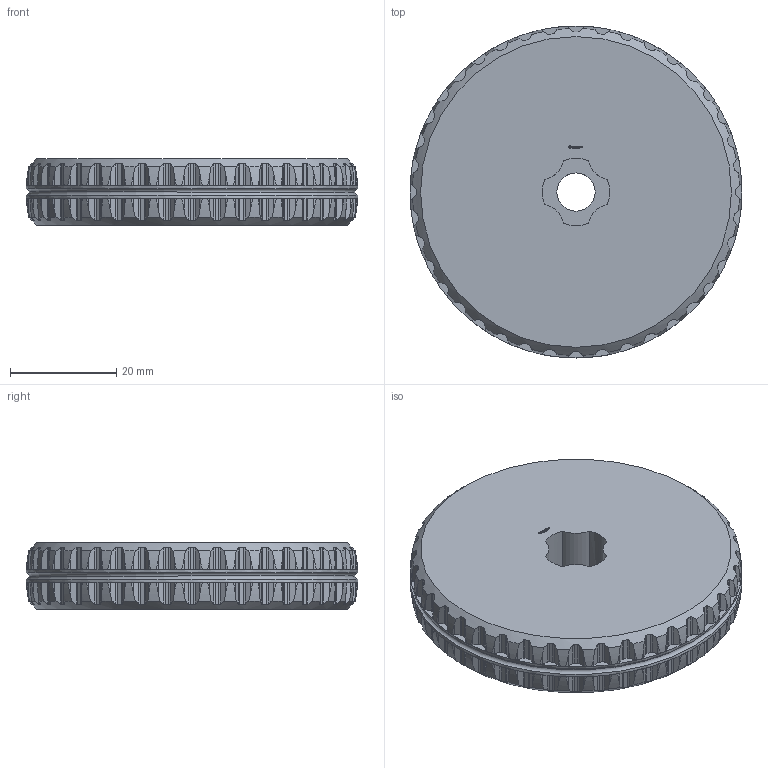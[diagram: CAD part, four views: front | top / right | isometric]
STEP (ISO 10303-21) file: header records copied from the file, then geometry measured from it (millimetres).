
FILE_DESCRIPTION(('FreeCAD Model'),'2;1');
FILE_NAME('Open CASCADE Shape Model','2024-12-31T22:33:30',(''),(''), 'Open CASCADE STEP processor 7.8','FreeCAD','Unknown');
FILE_SCHEMA(('AUTOMOTIVE_DESIGN { 1 0 10303 214 1 1 1 1 }'));
Length unit declared in the file: millimetre
Products named in the file (1): Wheel GND TTRD PLN BU05.00x01.00 - SPN-WHL-0013 (stemfie.org)
Bounding box: 62.5 x 62.5 x 12.5 mm (x, y, z)
Volume: 35309.4 mm3; surface area: 9383.4 mm2
Topology: 1 solids, 1 shells, 1145 faces, 3281 edges, 2183 vertices
Faces by surface type: plane 572, cylinder 336, extrusion 134, revolution 80, cone 21, torus 2
Full cylindrical faces by diameter (mm): 2 x4, 7.2 x2, 62.5 x2
Entity records: 48168 total; most frequent: CARTESIAN_POINT 18902, ORIENTED_EDGE 6562, DIRECTION 5385, EDGE_CURVE 3281, VERTEX_POINT 2183, VECTOR 1879, LINE 1745, AXIS2_PLACEMENT_3D 1713
